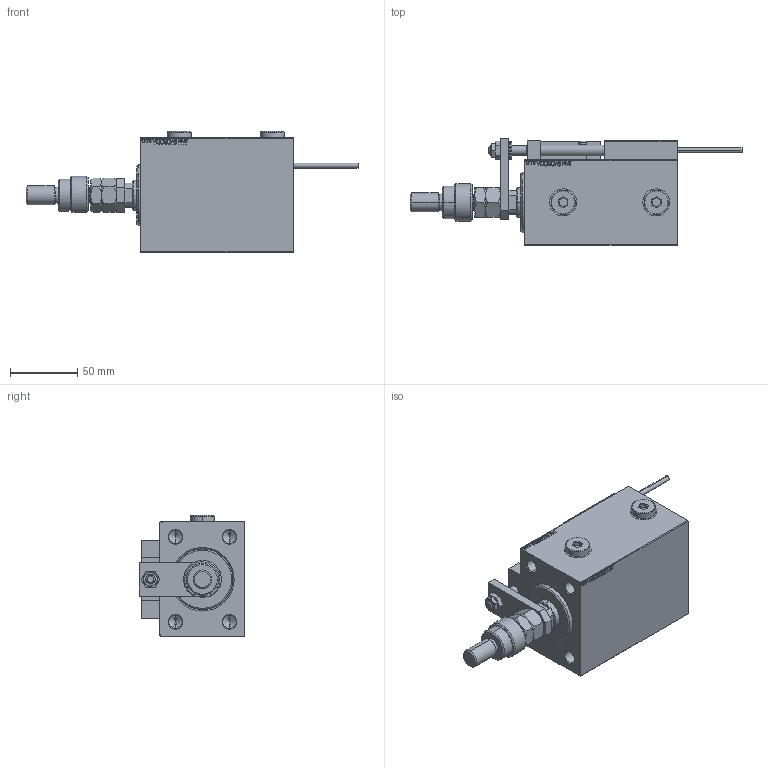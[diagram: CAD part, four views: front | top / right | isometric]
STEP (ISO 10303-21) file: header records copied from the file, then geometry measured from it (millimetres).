
FILE_DESCRIPTION (( 'STEP AP203' ), '1' );
FILE_NAME ('a3cf.STEP', '2024-02-13T02:08:07', ( '' ), ( '' ), 'SwSTEP 2.0', 'SolidWorks 2019', '' );
FILE_SCHEMA (( 'CONFIG_CONTROL_DESIGN' ));
Length unit declared in the file: millimetre
Products named in the file (20): V450CM_VC_B 8ccbbc223d7a4aa525acc06c1e0c1f63; X_Y_DFA 8ccbbc223d7a4aa525acc06c1e0c1f63; ALLEN BOLT D5 8ccbbc223d7a4aa525acc06c1e0c1f63; a3cf; TYC_L79 8ccbbc223d7a4aa525acc06c1e0c1f63; KONCOVKA 8ccbbc223d7a4aa525acc06c1e0c1f63; MFA 8ccbbc223d7a4aa525acc06c1e0c1f63; NUT_D10 8ccbbc223d7a4aa525acc06c1e0c1f63; SWITCH_X_FRONT_BACK 8ccbbc223d7a4aa525acc06c1e0c1f63; NUT_D12 8ccbbc223d7a4aa525acc06c1e0c1f63; SWITCH DIM B,W 8ccbbc223d7a4aa525acc06c1e0c1f63; MAGNET 8ccbbc223d7a4aa525acc06c1e0c1f63; SWITCH X 8ccbbc223d7a4aa525acc06c1e0c1f63; FEMALE_PART_FOR_DFA 8ccbbc223d7a4aa525acc06c1e0c1f63; ALLEN BOLT D8 8ccbbc223d7a4aa525acc06c1e0c1f63; V450CM_B_VCP 8ccbbc223d7a4aa525acc06c1e0c1f63; V450CM_B_Body 8ccbbc223d7a4aa525acc06c1e0c1f63; Block 8ccbbc223d7a4aa525acc06c1e0c1f63; Zatka_OIL_PORT 8ccbbc223d7a4aa525acc06c1e0c1f63; ZARAZKA 8ccbbc223d7a4aa525acc06c1e0c1f63
Assembly tree (30 placements, depth 3):
  a3cf
    V450CM_B_Body 8ccbbc223d7a4aa525acc06c1e0c1f63
    V450CM_B_VCP 8ccbbc223d7a4aa525acc06c1e0c1f63
    SWITCH X 8ccbbc223d7a4aa525acc06c1e0c1f63
      SWITCH_X_FRONT_BACK 8ccbbc223d7a4aa525acc06c1e0c1f63  x2
      TYC_L79 8ccbbc223d7a4aa525acc06c1e0c1f63
      Block 8ccbbc223d7a4aa525acc06c1e0c1f63  x2
      ALLEN BOLT D5 8ccbbc223d7a4aa525acc06c1e0c1f63  x4
      ALLEN BOLT D8 8ccbbc223d7a4aa525acc06c1e0c1f63  x4
      MAGNET 8ccbbc223d7a4aa525acc06c1e0c1f63  x2
      KONCOVKA 8ccbbc223d7a4aa525acc06c1e0c1f63  x2
    NUT_D10 8ccbbc223d7a4aa525acc06c1e0c1f63
    NUT_D12 8ccbbc223d7a4aa525acc06c1e0c1f63
    SWITCH DIM B,W 8ccbbc223d7a4aa525acc06c1e0c1f63
    ZARAZKA 8ccbbc223d7a4aa525acc06c1e0c1f63
    V450CM_VC_B 8ccbbc223d7a4aa525acc06c1e0c1f63
    X_Y_DFA 8ccbbc223d7a4aa525acc06c1e0c1f63
      FEMALE_PART_FOR_DFA 8ccbbc223d7a4aa525acc06c1e0c1f63
      MFA 8ccbbc223d7a4aa525acc06c1e0c1f63
    Zatka_OIL_PORT 8ccbbc223d7a4aa525acc06c1e0c1f63  x2
Bounding box: 246 x 78.5 x 89.9 mm (x, y, z)
Volume: 619535.9 mm3; surface area: 118381.1 mm2
Topology: 28 solids, 28 shells, 1457 faces, 3454 edges, 2174 vertices
Faces by surface type: plane 623, bspline 380, cylinder 213, cone 189, torus 48, sphere 4
Entity records: 55333 total; most frequent: CARTESIAN_POINT 27240, ORIENTED_EDGE 5816, DIRECTION 4155, EDGE_CURVE 2908, VERTEX_POINT 1874, LINE 1633, VECTOR 1633, EDGE_LOOP 1354
